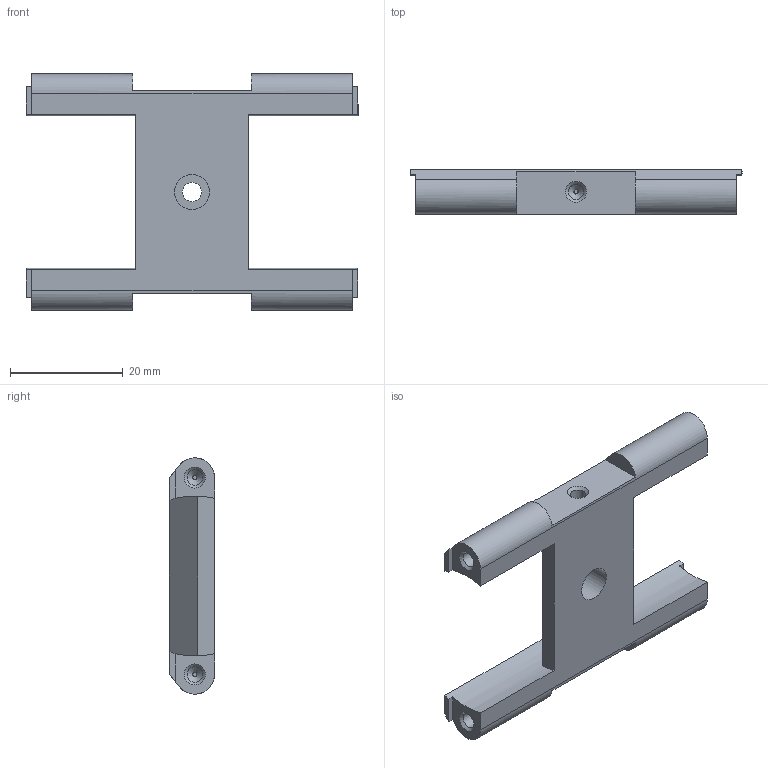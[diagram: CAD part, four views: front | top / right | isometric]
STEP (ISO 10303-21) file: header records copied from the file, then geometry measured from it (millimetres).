
FILE_DESCRIPTION(('FreeCAD Model'),'2;1');
FILE_NAME('motor-bracket-ng.step','2017-05-11T10:00:21',('Author'),(''), 'Open CASCADE STEP processor 7.1','FreeCAD','Unknown');
FILE_SCHEMA(('AUTOMOTIVE_DESIGN_CC2 { 1 2 10303 214 -1 1 5 4 }'));
Length unit declared in the file: millimetre
Products named in the file (1): Pocket006Body001
Bounding box: 59 x 8 x 42 mm (x, y, z)
Volume: 7934.1 mm3; surface area: 5128.3 mm2
Topology: 1 solids, 1 shells, 59 faces, 146 edges, 96 vertices
Faces by surface type: plane 33, cylinder 14, cone 12
Full cylindrical faces by diameter (mm): 2.74 x6, 3.4 x1, 6.2 x1
Entity records: 3768 total; most frequent: CARTESIAN_POINT 740, DIRECTION 591, LINE 334, VECTOR 334, ORIENTED_EDGE 292, PCURVE 292, DEFINITIONAL_REPRESENTATION 292, EDGE_CURVE 146
